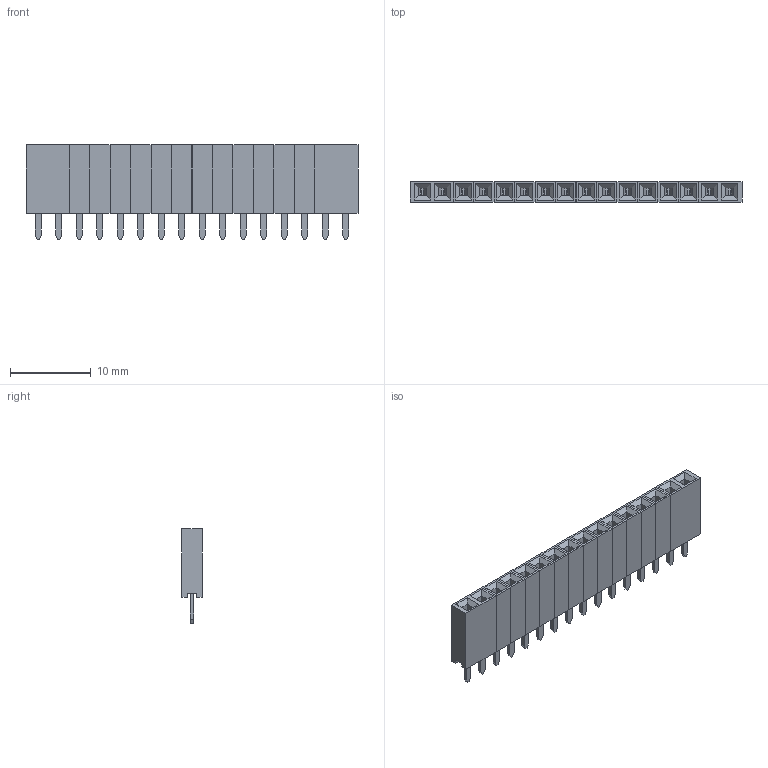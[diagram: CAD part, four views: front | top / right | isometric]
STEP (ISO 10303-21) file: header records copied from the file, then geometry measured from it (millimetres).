
FILE_DESCRIPTION(('for SolidWorks'),'2;1');
FILE_NAME('hdrf-1x16t_2.54_41x3.step', '2016-06-06T11:27:02',('Serg'),(''),'Open CASCADE STEP processor 6.6', 'DipTrace','Unknown');
FILE_SCHEMA(('AUTOMOTIVE_DESIGN { 1 0 10303 214 1 1 1 1 }'));
Length unit declared in the file: millimetre
Products named in the file (2): ASSEMBLY; hdrf-1x16t_2.54_41x3
Assembly tree (1 placements, depth 2):
  ASSEMBLY
    hdrf-1x16t_2.54_41x3
Bounding box: 41.14 x 2.5 x 11.7 mm (x, y, z)
Volume: 778.5 mm3; surface area: 1982.1 mm2
Topology: 14 solids, 14 shells, 524 faces, 1328 edges, 864 vertices
Faces by surface type: plane 524
Entity records: 19014 total; most frequent: CARTESIAN_POINT 2718, ORIENTED_EDGE 2656, DIRECTION 2380, EDGE_CURVE 1328, LINE 1328, VECTOR 1328, VERTEX_POINT 864, FACE_BOUND 556
